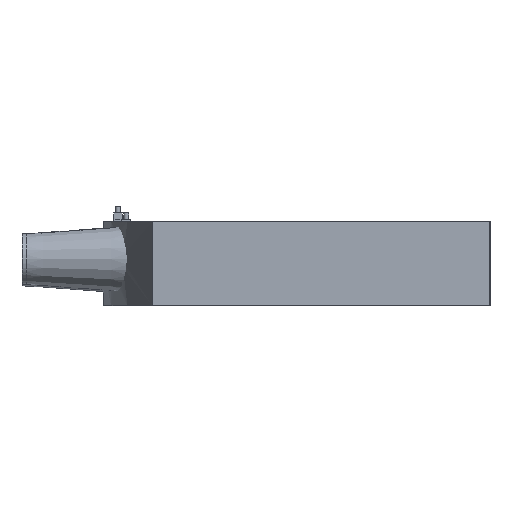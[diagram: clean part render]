
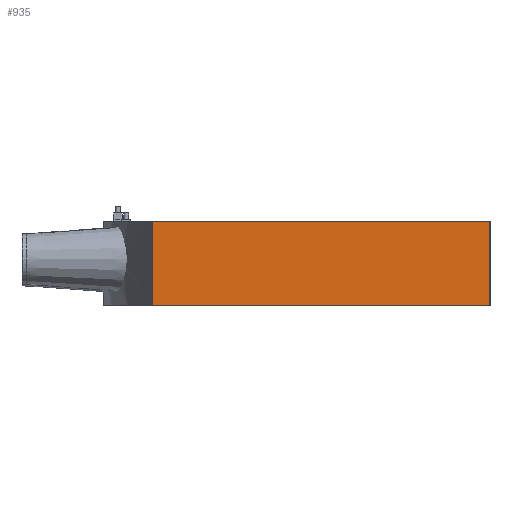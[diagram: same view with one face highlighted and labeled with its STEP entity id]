
A CAD part, left-side view. The second image highlights one B-rep face of the part: STEP entity #935.
In plain terms, the highlighted planar face has unit normal (-1, 0, 0).
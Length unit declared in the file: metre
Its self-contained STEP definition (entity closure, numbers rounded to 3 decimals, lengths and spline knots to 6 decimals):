
#199=ORIENTED_EDGE('',*,*,#412,.F.);
#200=ORIENTED_EDGE('',*,*,#413,.F.);
#201=ORIENTED_EDGE('',*,*,#378,.T.);
#202=ORIENTED_EDGE('',*,*,#411,.T.);
#378=EDGE_CURVE('',#488,#487,#566,.T.);
#411=EDGE_CURVE('',#487,#517,#591,.T.);
#412=EDGE_CURVE('',#518,#517,#592,.T.);
#413=EDGE_CURVE('',#488,#518,#593,.T.);
#487=VERTEX_POINT('',#1433);
#488=VERTEX_POINT('',#1435);
#517=VERTEX_POINT('',#1568);
#518=VERTEX_POINT('',#1572);
#566=LINE('',#1434,#648);
#591=LINE('',#1569,#673);
#592=LINE('',#1571,#674);
#593=LINE('',#1573,#675);
#648=VECTOR('',#1160,1.);
#673=VECTOR('',#1199,1.);
#674=VECTOR('',#1202,1.);
#675=VECTOR('',#1203,1.);
#741=EDGE_LOOP('',(#199,#200,#201,#202));
#821=FACE_BOUND('',#741,.T.);
#893=PLANE('',#1066);
#935=ADVANCED_FACE('',(#821),#893,.T.);
#1066=AXIS2_PLACEMENT_3D('',#1570,#1200,#1201);
#1160=DIRECTION('',(0.,1.,0.));
#1199=DIRECTION('',(0.,0.,-1.));
#1200=DIRECTION('',(-1.,0.,0.));
#1201=DIRECTION('',(0.,-1.,0.));
#1202=DIRECTION('',(0.,1.,0.));
#1203=DIRECTION('',(0.,0.,-1.));
#1433=CARTESIAN_POINT('',(-0.0725,0.05,0.025));
#1434=CARTESIAN_POINT('',(-0.0725,0.,0.025));
#1435=CARTESIAN_POINT('',(-0.0725,-0.05,0.025));
#1568=CARTESIAN_POINT('',(-0.0725,0.05,0.));
#1569=CARTESIAN_POINT('',(-0.0725,0.05,0.025));
#1570=CARTESIAN_POINT('',(-0.0725,0.,0.025));
#1571=CARTESIAN_POINT('',(-0.0725,0.,0.));
#1572=CARTESIAN_POINT('',(-0.0725,-0.05,0.));
#1573=CARTESIAN_POINT('',(-0.0725,-0.05,0.025));
